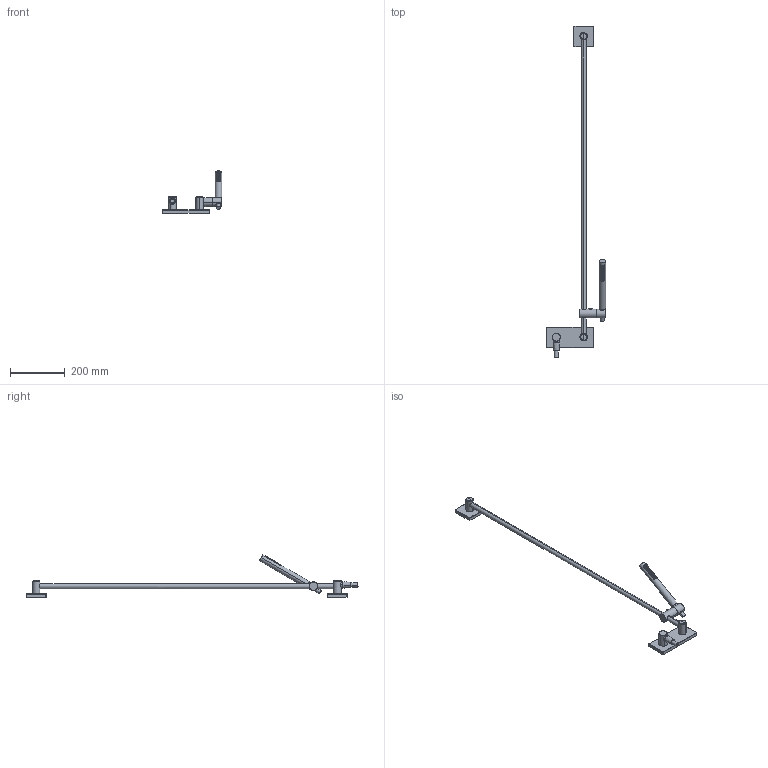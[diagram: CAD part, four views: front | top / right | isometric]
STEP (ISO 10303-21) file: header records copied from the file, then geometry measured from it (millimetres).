
FILE_DESCRIPTION (( 'STEP AP203' ), '1' );
FILE_NAME ('44420100(2019).STEP', '2019-10-23T05:25:07', ( '' ), ( '' ), 'SwSTEP 2.0', 'SolidWorks 2016', '' );
FILE_SCHEMA (( 'CONFIG_CONTROL_DESIGN' ));
Length unit declared in the file: millimetre
Products named in the file (1): 44420100(2019)
Bounding box: 219.15 x 1213.18 x 155.51 mm (x, y, z)
Volume: 778312.1 mm3; surface area: 152250.7 mm2
Topology: 1 solids, 1 shells, 291 faces, 645 edges, 415 vertices
Faces by surface type: cylinder 152, plane 80, bspline 31, torus 16, cone 12
Entity records: 12863 total; most frequent: CARTESIAN_POINT 6685, ORIENTED_EDGE 1278, DIRECTION 1179, EDGE_CURVE 639, AXIS2_PLACEMENT_3D 492, VERTEX_POINT 415, EDGE_LOOP 356, ADVANCED_FACE 291
